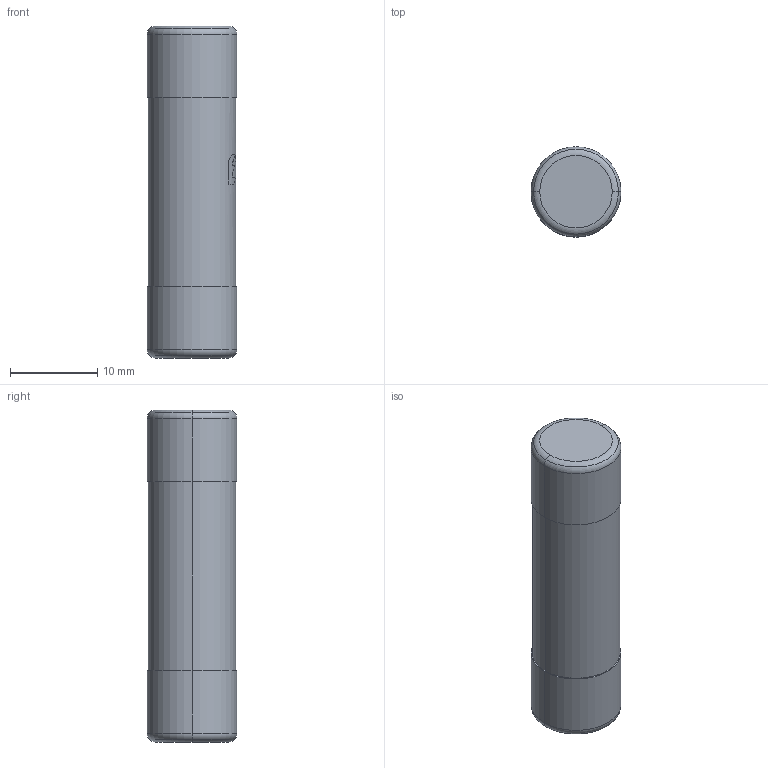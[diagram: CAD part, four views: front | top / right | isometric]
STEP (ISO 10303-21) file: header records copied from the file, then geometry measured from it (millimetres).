
FILE_DESCRIPTION((''),'2;1');
FILE_NAME('CH10X38_ASM','2021-01-18T',('marketing.praksa'),('Audax d.o.o.'),'CREO PARAMETRIC BY PTC INC, 2017480','CREO PARAMETRIC BY PTC INC, 2017480','');
FILE_SCHEMA(('AUTOMOTIVE_DESIGN { 1 0 10303 214 1 1 1 1 }'));
Length unit declared in the file: millimetre
Products named in the file (9): 1A6_1; 1B3_1; 1B7_1; 2CD-407_1; 2CD-408_1; 2CD-409_1; PRODUCT_ASM_1_ASM; CH10X38GPV_1000V_ASM_1_ASM; CH10X38_ASM
Assembly tree (8 placements, depth 4):
  CH10X38_ASM
    CH10X38GPV_1000V_ASM_1_ASM
      PRODUCT_ASM_1_ASM
        1A6_1
        1B3_1
        1B7_1
        2CD-407_1
        2CD-408_1
        2CD-409_1
Bounding box: 10.3 x 10.3 x 38 mm (x, y, z)
Volume: 3049.7 mm3; surface area: 1792.6 mm2
Topology: 6 solids, 6 shells, 125 faces, 419 edges, 308 vertices
Faces by surface type: plane 60, cylinder 57, torus 8
Entity records: 7666 total; most frequent: CARTESIAN_POINT 1348, ORIENTED_EDGE 838, DIRECTION 747, PRESENTATION_STYLE_ASSIGNMENT 550, STYLED_ITEM 550, CURVE_STYLE 419, EDGE_CURVE 419, VERTEX_POINT 308
